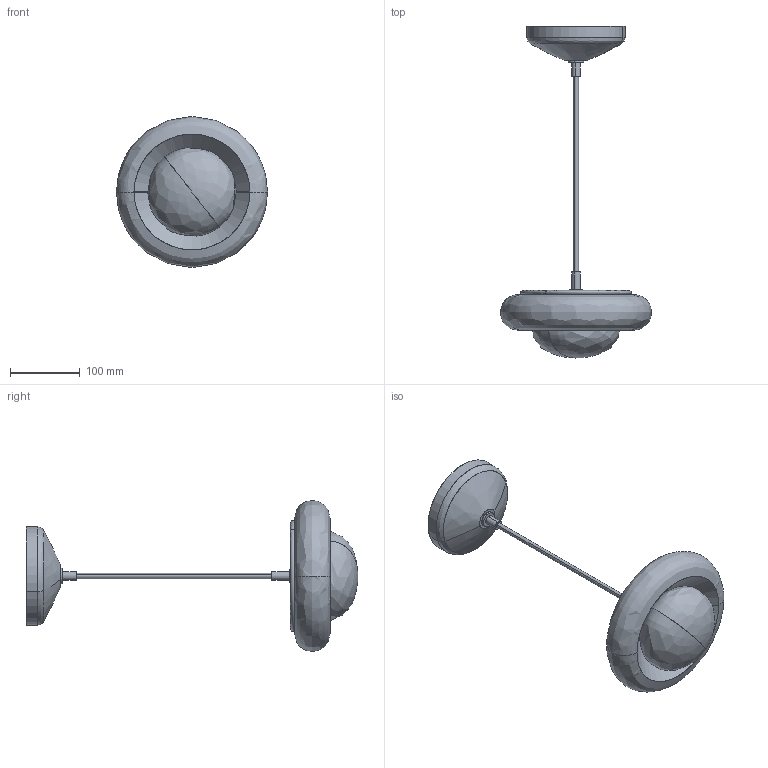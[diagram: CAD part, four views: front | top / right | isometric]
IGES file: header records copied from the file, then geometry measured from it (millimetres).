
Start section: SolidWorks IGES file using analytic representation for surfaces
Global section: file name: Humboldt Pendant 01.IGS; native system: SolidWorks 2022; preprocessor: SolidWorks 2022; author: Alex Harrington; date: 240522.114841; units: millimetre
Bounding box: 216.41 x 475.28 x 216.41 mm (x, y, z)
Surface area: 194851.9 mm2 (no closed solid volume)
Topology: 0 solids, 0 shells, 41 faces, 1020 edges, 1018 vertices
Faces by surface type: bspline 25, revolution 16
